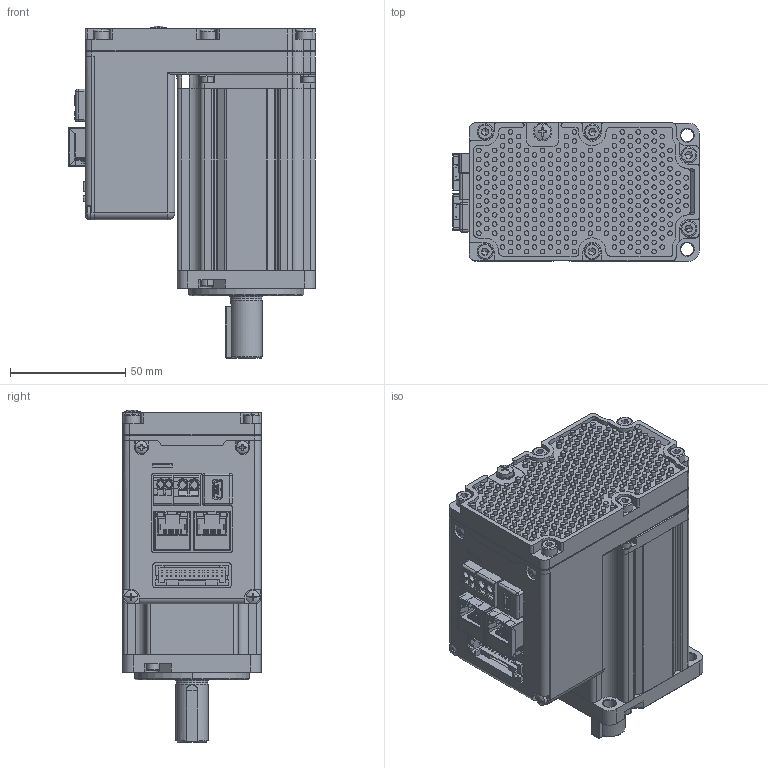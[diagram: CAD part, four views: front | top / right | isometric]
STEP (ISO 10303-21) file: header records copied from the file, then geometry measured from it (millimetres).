
FILE_DESCRIPTION (( 'STEP AP203' ), '1' );
FILE_NAME ('MDX+60-500W IP20.STEP', '2022-02-22T02:10:18', ( 'ad' ), ( '' ), 'SwSTEP 2.0', 'SolidWorks 2015', '' );
FILE_SCHEMA (( 'CONFIG_CONTROL_DESIGN' ));
Length unit declared in the file: millimetre
Products named in the file (2): MDX+60-500W IP20
Bounding box: 107.15 x 60.1 x 144.22 mm (x, y, z)
Surface area: 76454.6 mm2 (no closed solid volume)
Topology: 0 solids, 54 shells, 2339 faces, 7158 edges, 5074 vertices
Faces by surface type: plane 1107, cylinder 979, cone 95, bspline 78, torus 64, sphere 16
Entity records: 82824 total; most frequent: CARTESIAN_POINT 18100, DIRECTION 14058, ORIENTED_EDGE 11881, EDGE_CURVE 7132, VERTEX_POINT 5074, AXIS2_PLACEMENT_3D 4953, VECTOR 4152, LINE 4152
